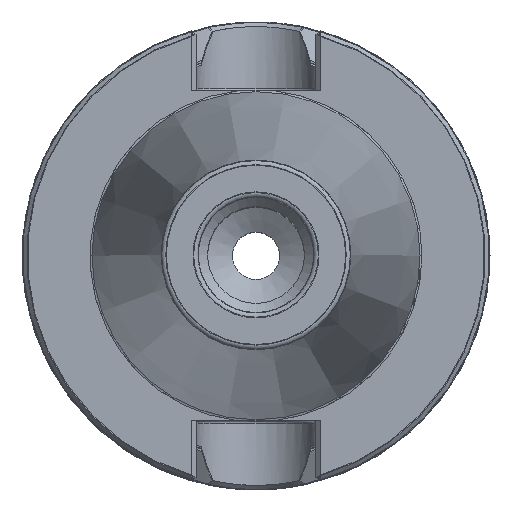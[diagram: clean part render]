
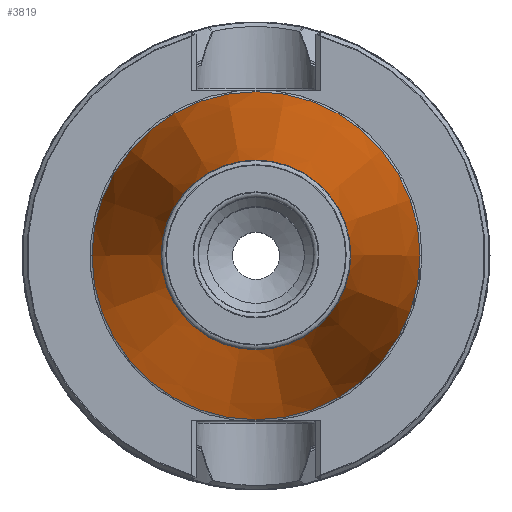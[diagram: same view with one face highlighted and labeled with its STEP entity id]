
A CAD part, top view. The second image highlights one B-rep face of the part: STEP entity #3819.
In plain terms, the highlighted conical face has half-angle 8.297 degrees and reference radius 35.075 mm.
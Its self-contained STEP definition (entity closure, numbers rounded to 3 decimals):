
#456=CONICAL_SURFACE('',#4111,35.075,0.145);
#872=ORIENTED_EDGE('',*,*,#1355,.T.);
#873=ORIENTED_EDGE('',*,*,#1356,.T.);
#1355=EDGE_CURVE('',#1648,#1648,#1839,.F.);
#1356=EDGE_CURVE('',#1649,#1649,#1840,.T.);
#1648=VERTEX_POINT('',#5683);
#1649=VERTEX_POINT('',#5686);
#1839=CIRCLE('',#4110,20.325);
#1840=CIRCLE('',#4112,35.162);
#2067=EDGE_LOOP('',(#872));
#2068=EDGE_LOOP('',(#873));
#2329=FACE_BOUND('',#2067,.T.);
#2330=FACE_BOUND('',#2068,.T.);
#3819=ADVANCED_FACE('',(#2329,#2330),#456,.T.);
#4110=AXIS2_PLACEMENT_3D('',#5682,#4716,#4717);
#4111=AXIS2_PLACEMENT_3D('',#5684,#4718,#4719);
#4112=AXIS2_PLACEMENT_3D('',#5685,#4720,#4721);
#4716=DIRECTION('',(0.,0.,1.));
#4717=DIRECTION('',(1.,0.,0.));
#4718=DIRECTION('',(0.,0.,-1.));
#4719=DIRECTION('',(-1.,0.,0.));
#4720=DIRECTION('',(0.,0.,1.));
#4721=DIRECTION('',(1.,0.,0.));
#5682=CARTESIAN_POINT('',(0.,0.,101.144));
#5683=CARTESIAN_POINT('',(20.325,0.,101.144));
#5684=CARTESIAN_POINT('',(0.,0.,0.));
#5685=CARTESIAN_POINT('',(0.,0.,-0.6));
#5686=CARTESIAN_POINT('',(35.162,0.,-0.6));
